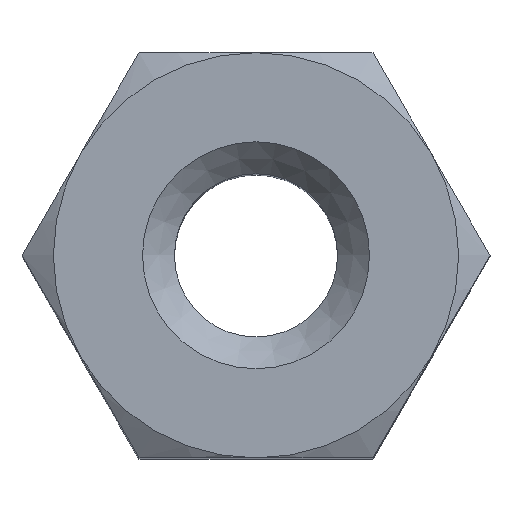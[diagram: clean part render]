
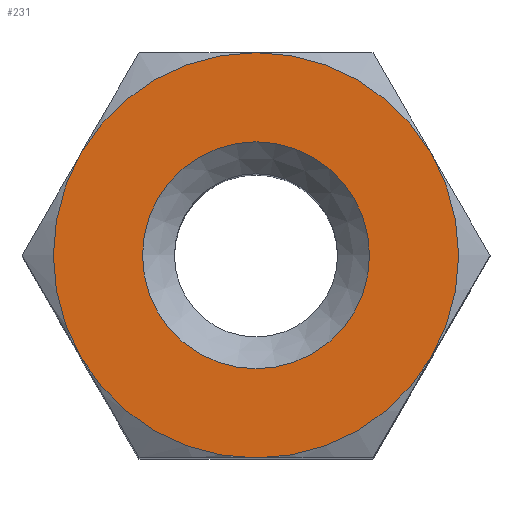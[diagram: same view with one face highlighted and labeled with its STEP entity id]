
A CAD part, top view. The second image highlights one B-rep face of the part: STEP entity #231.
In plain terms, the highlighted planar face has unit normal (0, 0, 1).
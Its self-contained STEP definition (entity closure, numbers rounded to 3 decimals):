
#15=FACE_BOUND('',#60,.T.);
#21=PLANE('',#274);
#46=FACE_OUTER_BOUND('',#59,.T.);
#59=EDGE_LOOP('',(#201));
#60=EDGE_LOOP('',(#202,#203));
#90=CIRCLE('',#259,1.4);
#91=CIRCLE('',#260,1.4);
#93=CIRCLE('',#264,2.5);
#100=VERTEX_POINT('',#344);
#101=VERTEX_POINT('',#346);
#115=VERTEX_POINT('',#402);
#123=EDGE_CURVE('',#101,#100,#90,.T.);
#124=EDGE_CURVE('',#100,#101,#91,.T.);
#140=EDGE_CURVE('',#115,#115,#93,.T.);
#201=ORIENTED_EDGE('',*,*,#140,.T.);
#202=ORIENTED_EDGE('',*,*,#123,.T.);
#203=ORIENTED_EDGE('',*,*,#124,.T.);
#231=ADVANCED_FACE('',(#46,#15),#21,.T.);
#259=AXIS2_PLACEMENT_3D('',#347,#288,#289);
#260=AXIS2_PLACEMENT_3D('',#348,#290,#291);
#264=AXIS2_PLACEMENT_3D('',#404,#300,#301);
#274=AXIS2_PLACEMENT_3D('',#424,#326,#327);
#288=DIRECTION('center_axis',(0.,0.,-1.));
#289=DIRECTION('ref_axis',(-1.,0.,0.));
#290=DIRECTION('center_axis',(0.,0.,-1.));
#291=DIRECTION('ref_axis',(-1.,0.,0.));
#300=DIRECTION('center_axis',(0.,0.,1.));
#301=DIRECTION('ref_axis',(0.5,0.866,0.));
#326=DIRECTION('center_axis',(0.,0.,1.));
#327=DIRECTION('ref_axis',(1.,0.,0.));
#344=CARTESIAN_POINT('',(1.4,0.,5.));
#346=CARTESIAN_POINT('',(-1.4,0.,5.));
#347=CARTESIAN_POINT('Origin',(0.,0.,
5.));
#348=CARTESIAN_POINT('Origin',(0.,0.,
5.));
#402=CARTESIAN_POINT('',(-1.25,-2.165,5.));
#404=CARTESIAN_POINT('Origin',(0.,0.,
5.));
#424=CARTESIAN_POINT('Origin',(0.,0.,
5.));
